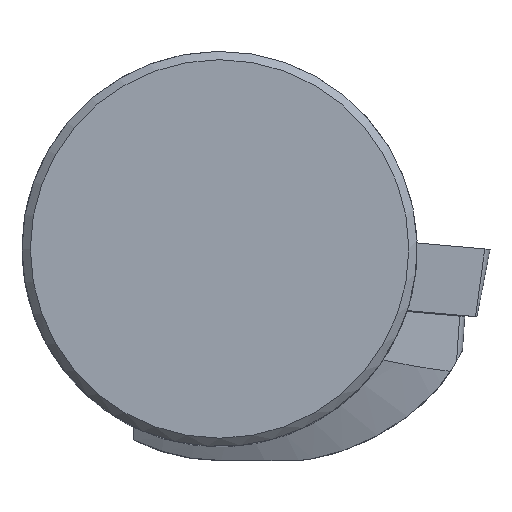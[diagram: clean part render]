
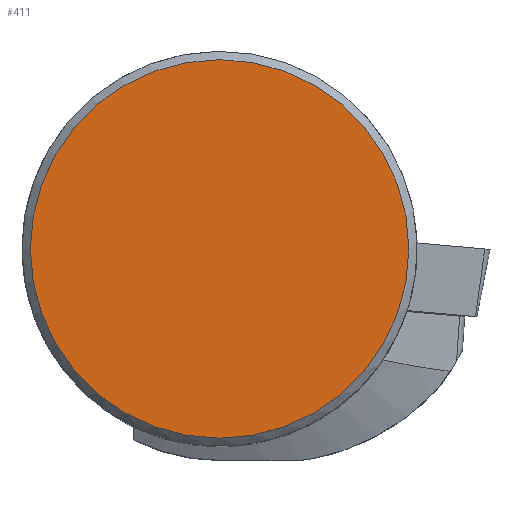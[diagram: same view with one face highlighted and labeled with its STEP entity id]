
A CAD part, top view. The second image highlights one B-rep face of the part: STEP entity #411.
In plain terms, the highlighted planar face has unit normal (0, 0, 1).
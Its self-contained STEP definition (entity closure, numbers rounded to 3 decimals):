
#133=PLANE('',#1450);
#411=ADVANCED_FACE('',(#483),#133,.F.);
#483=FACE_OUTER_BOUND('',#549,.T.);
#549=EDGE_LOOP('',(#899));
#596=CIRCLE('',#1448,15.325);
#899=ORIENTED_EDGE('',*,*,#1224,.T.);
#1063=VERTEX_POINT('',#2367);
#1224=EDGE_CURVE('',#1063,#1063,#596,.T.);
#1448=AXIS2_PLACEMENT_3D('',#2366,#1757,#1758);
#1450=AXIS2_PLACEMENT_3D('',#2369,#1761,#1762);
#1757=DIRECTION('',(0.,0.,1.));
#1758=DIRECTION('',(1.,0.,0.));
#1761=DIRECTION('',(0.,0.,-1.));
#1762=DIRECTION('',(-1.,0.,0.));
#2366=CARTESIAN_POINT('',(0.,0.,0.));
#2367=CARTESIAN_POINT('',(15.325,0.,0.));
#2369=CARTESIAN_POINT('',(0.,0.,0.));
